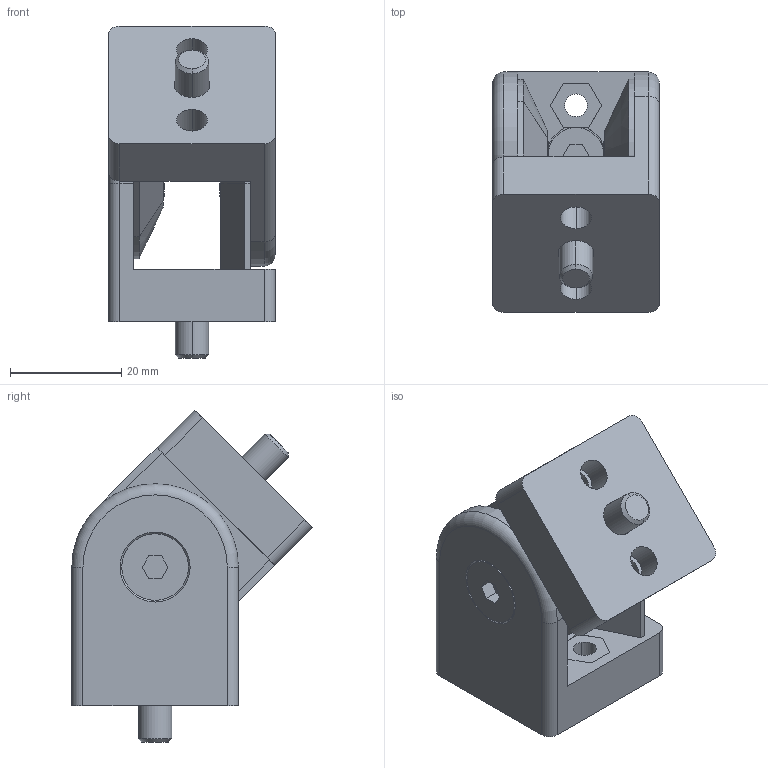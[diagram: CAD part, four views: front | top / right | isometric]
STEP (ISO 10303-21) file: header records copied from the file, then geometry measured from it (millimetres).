
FILE_DESCRIPTION(('STEP AP214'),'1');
FILE_NAME('cctmp_B7CEBBDD-F65F-462C-82E1-9424B2C6F45B_2022_01_14_08_08_00_0436..stp','2022-01-14T07:08:00',('Bosch Rexroth AG'),('CADClick - www.CADClick.com'),'Spatial InterOp 3D postprocessed',' ','unknown authorization');
FILE_SCHEMA(('AUTOMOTIVE_DESIGN { 1 0 10303 214 1 1 1 1 }'));
Length unit declared in the file: millimetre
Products named in the file (11): cc_unnamed; 2022_01_14_08_08_00_0420; 2022_01_14_08_08_00_0389; 2022_01_14_08_08_00_0358; 2022_01_14_08_08_00_0327; 2022_01_14_08_08_00_0295; 2022_01_14_08_08_00_0233; 2022_01_14_08_08_00_0202; 2022_01_14_08_08_00_0171; 2022_01_14_08_08_00_0139; 2022_01_14_08_08_00_0108
Assembly tree (10 placements, depth 2):
  cc_unnamed
    2022_01_14_08_08_00_0420
    2022_01_14_08_08_00_0389
    2022_01_14_08_08_00_0358
    2022_01_14_08_08_00_0327
    2022_01_14_08_08_00_0295
    2022_01_14_08_08_00_0233
    2022_01_14_08_08_00_0202
    2022_01_14_08_08_00_0171
    2022_01_14_08_08_00_0139
    2022_01_14_08_08_00_0108
Bounding box: 30 x 43.28 x 59.78 mm (x, y, z)
Volume: 28671.4 mm3; surface area: 16094.9 mm2
Topology: 10 solids, 10 shells, 210 faces, 518 edges, 336 vertices
Faces by surface type: plane 118, cylinder 64, cone 26, torus 2
Entity records: 6485 total; most frequent: DIRECTION 1120, CARTESIAN_POINT 1075, ORIENTED_EDGE 1036, EDGE_CURVE 518, AXIS2_PLACEMENT_3D 381, LINE 358, VECTOR 358, VERTEX_POINT 336
